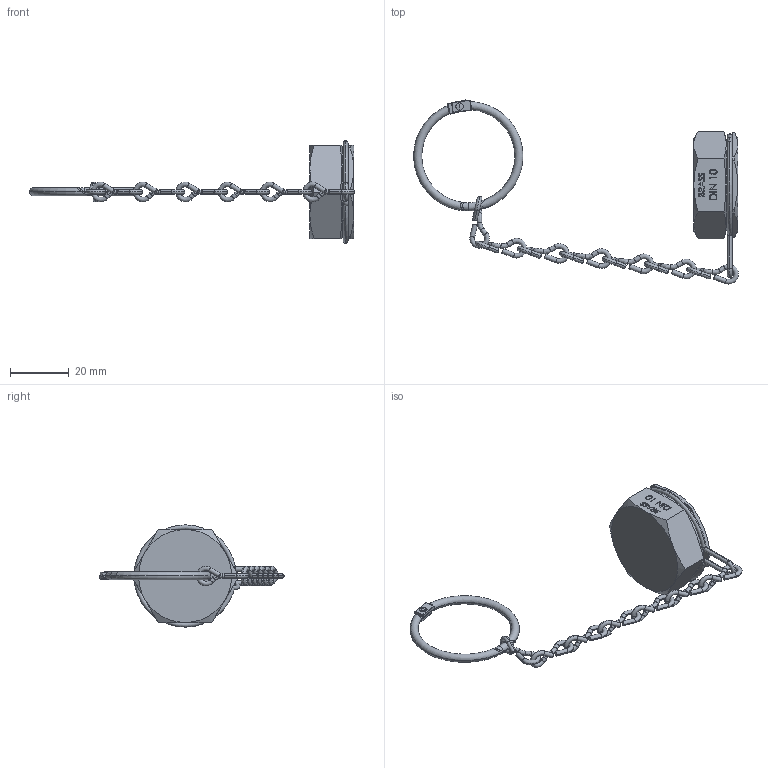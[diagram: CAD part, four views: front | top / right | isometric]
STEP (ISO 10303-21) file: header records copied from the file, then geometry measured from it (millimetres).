
FILE_DESCRIPTION (( 'STEP AP203' ), '1' );
FILE_NAME ('CAP-DIN10BR-PR.STEP', '2025-08-25T16:45:01', ( '' ), ( '' ), 'SwSTEP 2.0', 'SolidWorks 2018', '' );
FILE_SCHEMA (( 'CONFIG_CONTROL_DESIGN' ));
Length unit declared in the file: inch
Products named in the file (9): PRT-002255_SMALL PIN; ASY-000291; PRT-002245_RING-1.187D HALF; PRT-002730; PRT-002239_BRASS; PRT-000870; PRT-000528; CAP-DIN10BR-PR; ASY-000418_One Link Bent
Assembly tree (15 placements, depth 3):
  CAP-DIN10BR-PR
    PRT-002730
    PRT-000528
    PRT-000870
    ASY-000418_One Link Bent
      PRT-002239_BRASS  x7
    ASY-000291
      PRT-002245_RING-1.187D HALF  x2
      PRT-002255_SMALL PIN
Bounding box: 110.85 x 62.85 x 34.92 mm (x, y, z)
Volume: 10527.9 mm3; surface area: 8708.5 mm2
Topology: 13 solids, 13 shells, 459 faces, 1184 edges, 754 vertices
Faces by surface type: plane 133, cylinder 122, bspline 101, torus 68, cone 19, sphere 16
Entity records: 18014 total; most frequent: CARTESIAN_POINT 10141, ORIENTED_EDGE 1582, DIRECTION 1102, EDGE_CURVE 791, VERTEX_POINT 533, AXIS2_PLACEMENT_3D 382, VECTOR 338, LINE 338
